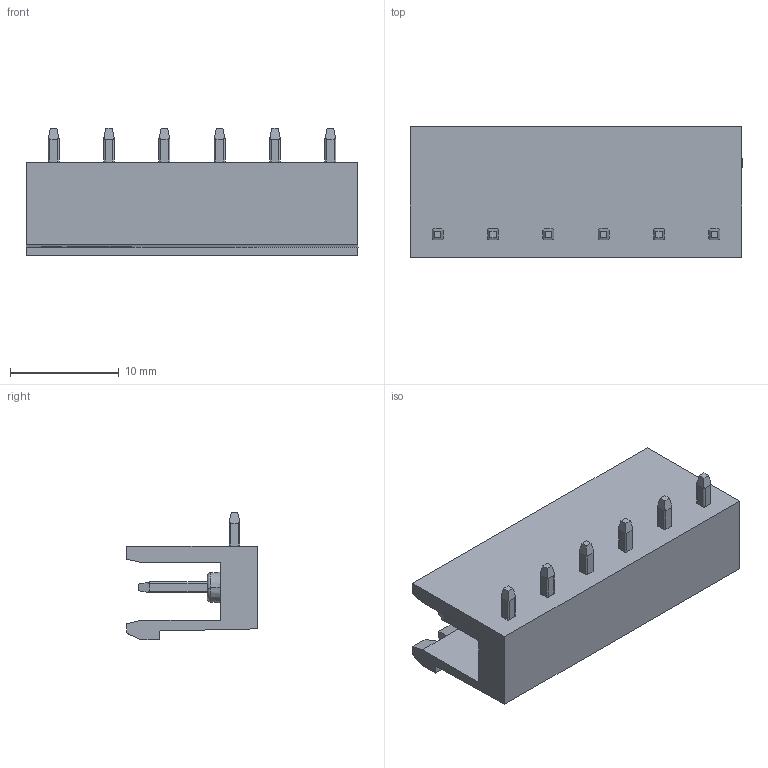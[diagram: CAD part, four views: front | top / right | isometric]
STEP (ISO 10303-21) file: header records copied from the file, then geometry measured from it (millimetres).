
FILE_DESCRIPTION (( 'STEP AP203' ), '1' );
FILE_NAME ('2EDGR-5.08-06P-14-100A(H).stp', '2020-05-23T07:15:00', ( '微软用户' ), ( '微软中国' ), 'SwSTEP 2.0', 'SolidWorks 2015', '' );
FILE_SCHEMA (( 'CONFIG_CONTROL_DESIGN' ));
Length unit declared in the file: millimetre
Products named in the file (1): 2EDGR-5.08-06P-14-100A(H)
Bounding box: 30.48 x 12 x 11.7 mm (x, y, z)
Volume: 1470.4 mm3; surface area: 2105.8 mm2
Topology: 1 solids, 1 shells, 568 faces, 1591 edges, 1053 vertices
Faces by surface type: plane 477, cylinder 61, bspline 18, cone 12
Entity records: 19716 total; most frequent: CARTESIAN_POINT 5501, ORIENTED_EDGE 3182, DIRECTION 2528, EDGE_CURVE 1591, LINE 1294, VECTOR 1294, VERTEX_POINT 1053, AXIS2_PLACEMENT_3D 617
